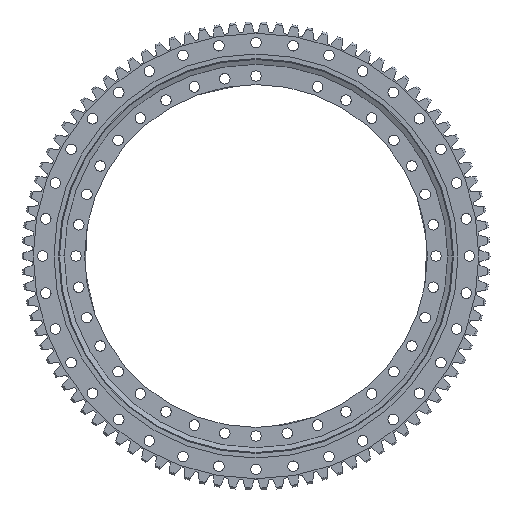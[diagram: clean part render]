
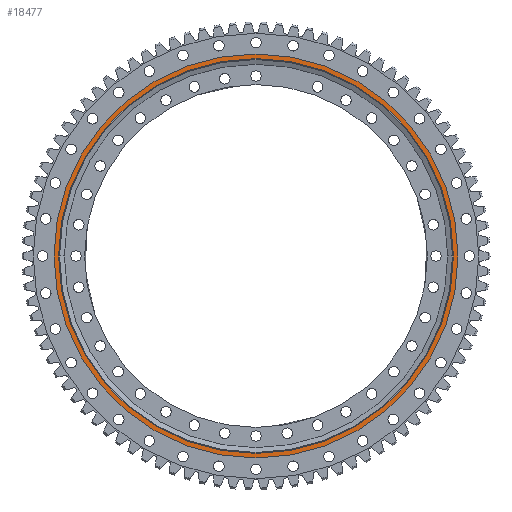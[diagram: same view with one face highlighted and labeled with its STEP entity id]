
A CAD part, front view. The second image highlights one B-rep face of the part: STEP entity #18477.
In plain terms, the highlighted planar face has unit normal (0, -1, 0).
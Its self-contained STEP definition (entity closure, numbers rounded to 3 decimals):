
#1676 = EDGE_LOOP ( 'NONE', ( #12471, #20278 ) ) ;
#2518 = EDGE_CURVE ( 'NONE', #18886, #20198, #14740, .T. ) ;
#3063 = CARTESIAN_POINT ( 'NONE',  ( 0., -40.5, -422.5 ) ) ;
#3371 = FACE_OUTER_BOUND ( 'NONE', #24483, .T. ) ;
#4852 = DIRECTION ( 'NONE',  ( 0., 1., 0. ) ) ;
#4889 = CARTESIAN_POINT ( 'NONE',  ( 0., -40.5, 0. ) ) ;
#5323 = CARTESIAN_POINT ( 'NONE',  ( 0., -40.5, 407.5 ) ) ;
#5390 = DIRECTION ( 'NONE',  ( 0., 0., 1. ) ) ;
#5443 = AXIS2_PLACEMENT_3D ( 'NONE', #25648, #12555, #27837 ) ;
#5560 = DIRECTION ( 'NONE',  ( 0., 1., 0. ) ) ;
#5564 = AXIS2_PLACEMENT_3D ( 'NONE', #5323, #27266, #14202 ) ;
#5623 = EDGE_CURVE ( 'NONE', #25700, #27779, #19881, .T. ) ;
#7083 = EDGE_CURVE ( 'NONE', #27779, #25700, #18112, .T. ) ;
#7512 = AXIS2_PLACEMENT_3D ( 'NONE', #4889, #4852, #5390 ) ;
#9076 = CARTESIAN_POINT ( 'NONE',  ( 0., -40.5, -413. ) ) ;
#10811 = ORIENTED_EDGE ( 'NONE', *, *, #7083, .F. ) ;
#11707 = CIRCLE ( 'NONE', #5443, 413. ) ;
#12471 = ORIENTED_EDGE ( 'NONE', *, *, #24528, .F. ) ;
#12555 = DIRECTION ( 'NONE',  ( 0., -1., 0. ) ) ;
#14101 = PLANE ( 'NONE',  #5564 ) ;
#14202 = DIRECTION ( 'NONE',  ( 0., 0., 1. ) ) ;
#14397 = FACE_BOUND ( 'NONE', #1676, .T. ) ;
#14740 = CIRCLE ( 'NONE', #16379, 413. ) ;
#16379 = AXIS2_PLACEMENT_3D ( 'NONE', #23017, #18965, #25404 ) ;
#16408 = CARTESIAN_POINT ( 'NONE',  ( 0., -40.5, 413. ) ) ;
#16485 = ORIENTED_EDGE ( 'NONE', *, *, #5623, .F. ) ;
#18112 = CIRCLE ( 'NONE', #24257, 422.5 ) ;
#18477 = ADVANCED_FACE ( 'NONE', ( #3371, #14397 ), #14101, .F. ) ;
#18783 = CARTESIAN_POINT ( 'NONE',  ( 0., -40.5, 0. ) ) ;
#18886 = VERTEX_POINT ( 'NONE', #9076 ) ;
#18965 = DIRECTION ( 'NONE',  ( 0., -1., 0. ) ) ;
#19881 = CIRCLE ( 'NONE', #7512, 422.5 ) ;
#20198 = VERTEX_POINT ( 'NONE', #16408 ) ;
#20278 = ORIENTED_EDGE ( 'NONE', *, *, #2518, .F. ) ;
#20947 = DIRECTION ( 'NONE',  ( 0., 0., 1. ) ) ;
#22195 = CARTESIAN_POINT ( 'NONE',  ( 0., -40.5, 422.5 ) ) ;
#23017 = CARTESIAN_POINT ( 'NONE',  ( 0., -40.5, 0. ) ) ;
#24257 = AXIS2_PLACEMENT_3D ( 'NONE', #18783, #5560, #20947 ) ;
#24483 = EDGE_LOOP ( 'NONE', ( #16485, #10811 ) ) ;
#24528 = EDGE_CURVE ( 'NONE', #20198, #18886, #11707, .T. ) ;
#25404 = DIRECTION ( 'NONE',  ( 0., 0., 1. ) ) ;
#25648 = CARTESIAN_POINT ( 'NONE',  ( 0., -40.5, 0. ) ) ;
#25700 = VERTEX_POINT ( 'NONE', #22195 ) ;
#27266 = DIRECTION ( 'NONE',  ( 0., 1., 0. ) ) ;
#27779 = VERTEX_POINT ( 'NONE', #3063 ) ;
#27837 = DIRECTION ( 'NONE',  ( 0., 0., 1. ) ) ;
